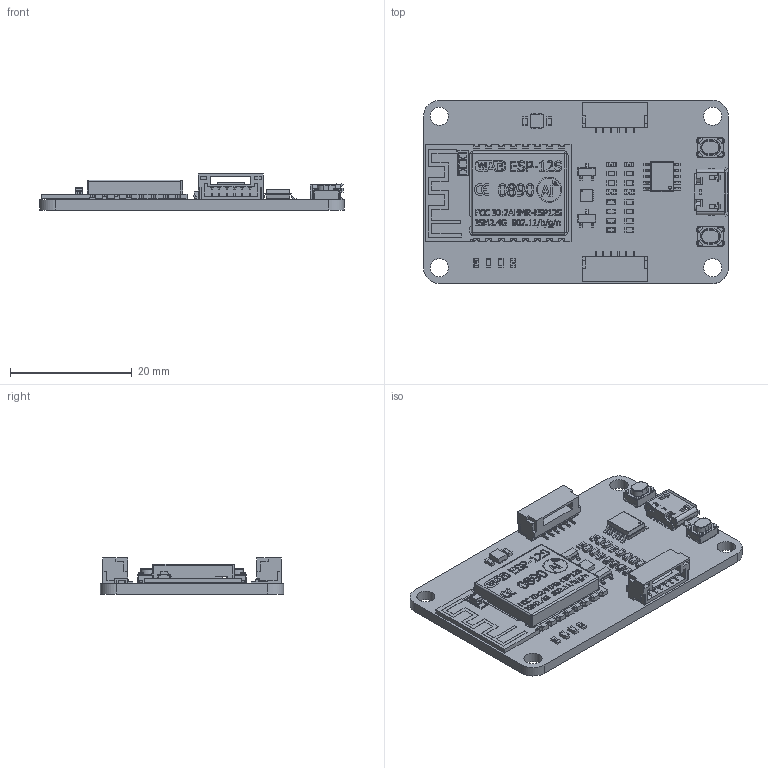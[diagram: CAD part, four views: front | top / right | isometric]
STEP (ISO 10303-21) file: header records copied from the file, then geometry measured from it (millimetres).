
FILE_DESCRIPTION(('Open CASCADE Model'),'2;1');
FILE_NAME('Open CASCADE Shape Model','2021-08-10T18:57:49',('Author'),( 'Open CASCADE'),'Open CASCADE STEP processor 6.8','Open CASCADE 6.8' ,'Unknown');
FILE_SCHEMA(('AUTOMOTIVE_DESIGN { 1 0 10303 214 1 1 1 1 }'));
Length unit declared in the file: millimetre
Products named in the file (68): PCB; Board; Open CASCADE STEP translator 6.8 1.1.1; C6; User_Library-0603_SMD_Capacitor; C5; R12; 6188558208; term1; term2; body; R11; 6188553088; Q2; SOT23-3; Q1; U2; 6188560528; Body; ThermalPin; PinsArrayLR; U1; ESSOP10; S2; SKRPABE010; S1; R10; R9; R8; R7; R6; R5; 6188556608; R4; R3; R2; R1; P3; JST_GH_SM06B-GHS-TB_1x06-1MP_P1.25mm_Horizontal; P2 ...
Assembly tree (84 placements, depth 4):
  PCB
    Board
      Open CASCADE STEP translator 6.8 1.1.1
    C6
      User_Library-0603_SMD_Capacitor
    C5
      User_Library-0603_SMD_Capacitor
    R12
      6188558208
        term1
        term2
        body
    R11
      6188553088
        term1
        term2
        body
    Q2
      SOT23-3
    Q1
      SOT23-3
    U2
      6188560528
        Body
        ThermalPin
        PinsArrayLR
    U1
      ESSOP10
        Body
        PinsArrayLR
    S2
      SKRPABE010
    S1
      SKRPABE010
    R10
      6188553088
        term1
        term2
        body
    R9
      6188553088
        term1
        term2
        body
    R8
      6188553088
        term1
        term2
        body
    R7
      6188553088
        term1
        term2
        body
    R6
      6188553088
        term1
        term2
        body
    R5
Bounding box: 50.13 x 30.13 x 5.94 mm (x, y, z)
Volume: 3233.1 mm3; surface area: 6292.9 mm2
Topology: 97 solids, 97 shells, 5109 faces, 13290 edges, 8502 vertices
Faces by surface type: plane 3327, bspline 880, cylinder 738, sphere 160, torus 4
Full cylindrical faces by diameter (mm): 0.25 x1, 0.487 x1, 0.55 x2, 3 x4
Entity records: 147762 total; most frequent: CARTESIAN_POINT 33026, ORIENTED_EDGE 20296, DIRECTION 16304, EDGE_CURVE 10148, LINE 7812, VECTOR 7812, VERTEX_POINT 6634, AXIS2_PLACEMENT_3D 4246
